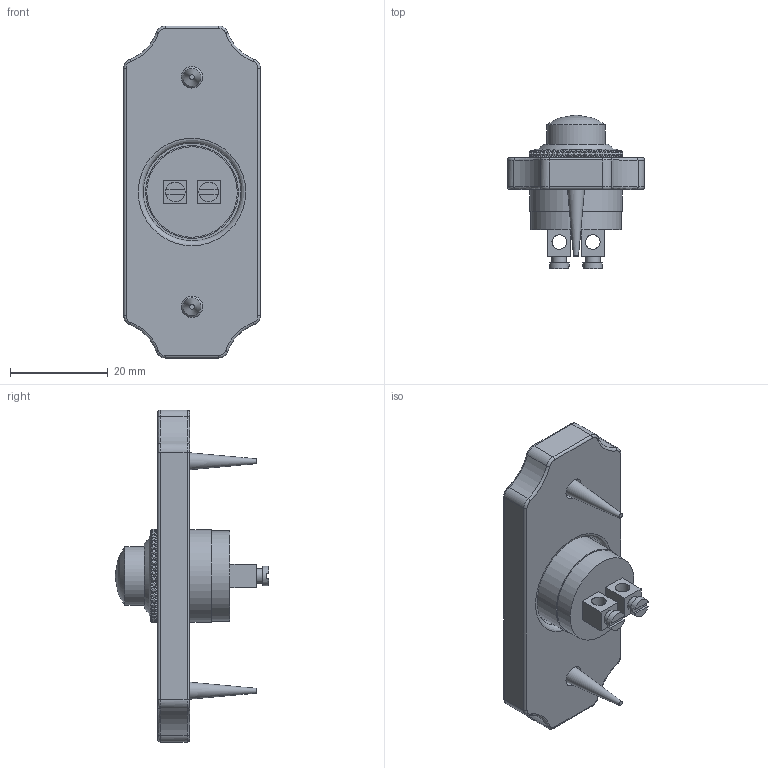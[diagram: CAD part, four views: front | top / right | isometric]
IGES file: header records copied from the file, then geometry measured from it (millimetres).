
Global section: file name: T7601; native system: Autodesk Inventor 2018; preprocessor: unknown; author: ashami; date: 20181002.121431; units: millimetre
Bounding box: 28 x 31.5 x 68 mm (x, y, z)
Volume: 13966.2 mm3; surface area: 7609.1 mm2
Topology: 5 solids, 5 shells, 1151 faces, 2614 edges, 1487 vertices
Faces by surface type: bspline 1151
